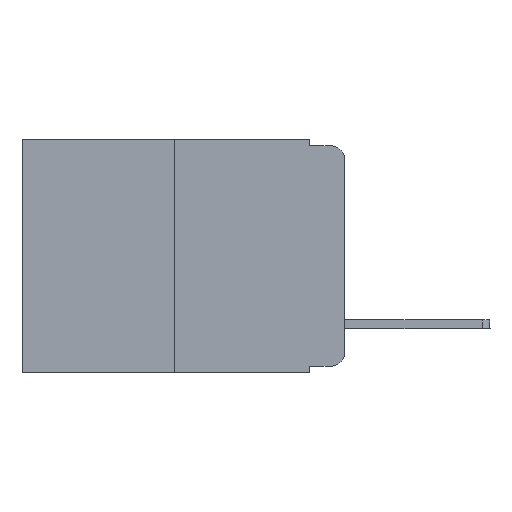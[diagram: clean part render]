
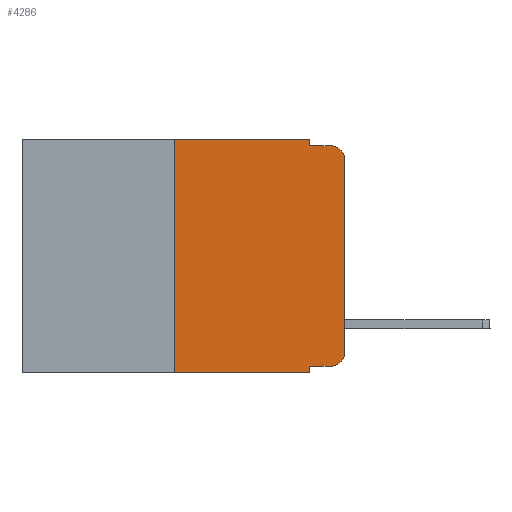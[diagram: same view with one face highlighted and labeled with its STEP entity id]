
A CAD part, left-side view. The second image highlights one B-rep face of the part: STEP entity #4286.
In plain terms, the highlighted planar face has unit normal (-1, 0, 0).
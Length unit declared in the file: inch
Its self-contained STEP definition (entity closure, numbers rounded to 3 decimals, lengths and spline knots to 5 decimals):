
#11 = EDGE_CURVE ( 'NONE', #5518, #11373, #12253, .T. ) ;
#105 = VECTOR ( 'NONE', #11989, 39.37008 ) ;
#178 = CARTESIAN_POINT ( 'NONE',  ( 0., 0., 0. ) ) ;
#213 = EDGE_CURVE ( 'NONE', #8791, #13203, #2040, .T. ) ;
#226 = DIRECTION ( 'NONE',  ( 0., 0., -1. ) ) ;
#322 = VECTOR ( 'NONE', #226, 39.37008 ) ;
#627 = VECTOR ( 'NONE', #7935, 39.37008 ) ;
#681 = ORIENTED_EDGE ( 'NONE', *, *, #3174, .T. ) ;
#853 = PLANE ( 'NONE',  #6478 ) ;
#883 = LINE ( 'NONE', #12828, #7626 ) ;
#1057 = EDGE_CURVE ( 'NONE', #2460, #10114, #6332, .T. ) ;
#1271 = EDGE_CURVE ( 'NONE', #1793, #2460, #883, .T. ) ;
#1418 = ORIENTED_EDGE ( 'NONE', *, *, #11, .T. ) ;
#1669 = ORIENTED_EDGE ( 'NONE', *, *, #5521, .T. ) ;
#1780 = DIRECTION ( 'NONE',  ( 0., 0., -1. ) ) ;
#1793 = VERTEX_POINT ( 'NONE', #2903 ) ;
#1879 = DIRECTION ( 'NONE',  ( 0., 0., -1. ) ) ;
#1884 = ORIENTED_EDGE ( 'NONE', *, *, #213, .F. ) ;
#1905 = CARTESIAN_POINT ( 'NONE',  ( 0., 0.051, 0. ) ) ;
#1978 = FACE_OUTER_BOUND ( 'NONE', #9335, .T. ) ;
#2040 = LINE ( 'NONE', #8846, #105 ) ;
#2460 = VERTEX_POINT ( 'NONE', #3269 ) ;
#2830 = DIRECTION ( 'NONE',  ( 0., -1., 0. ) ) ;
#2903 = CARTESIAN_POINT ( 'NONE',  ( 0., 0.25, -0.343 ) ) ;
#2931 = DIRECTION ( 'NONE',  ( 1., 0., 0. ) ) ;
#2999 = VECTOR ( 'NONE', #1879, 39.37008 ) ;
#3062 = ORIENTED_EDGE ( 'NONE', *, *, #1057, .F. ) ;
#3174 = EDGE_CURVE ( 'NONE', #1793, #13133, #4735, .T. ) ;
#3269 = CARTESIAN_POINT ( 'NONE',  ( 0., 0.25, 0. ) ) ;
#3627 = CARTESIAN_POINT ( 'NONE',  ( 0., 0.02, -0.01 ) ) ;
#3710 = CIRCLE ( 'NONE', #10329, 0.02 ) ;
#4268 = CARTESIAN_POINT ( 'NONE',  ( 0., 0.051, -0.343 ) ) ;
#4286 = ADVANCED_FACE ( 'NONE', ( #1978 ), #853, .F. ) ;
#4390 = ORIENTED_EDGE ( 'NONE', *, *, #1271, .F. ) ;
#4393 = ORIENTED_EDGE ( 'NONE', *, *, #9149, .T. ) ;
#4646 = LINE ( 'NONE', #9758, #322 ) ;
#4735 = LINE ( 'NONE', #7748, #5061 ) ;
#4845 = CARTESIAN_POINT ( 'NONE',  ( 0., 0.051, -0.333 ) ) ;
#5061 = VECTOR ( 'NONE', #2830, 39.37008 ) ;
#5304 = ORIENTED_EDGE ( 'NONE', *, *, #6697, .T. ) ;
#5483 = ORIENTED_EDGE ( 'NONE', *, *, #11720, .F. ) ;
#5518 = VERTEX_POINT ( 'NONE', #11521 ) ;
#5521 = EDGE_CURVE ( 'NONE', #11790, #5518, #3710, .T. ) ;
#5560 = DIRECTION ( 'NONE',  ( -1., 0., 0. ) ) ;
#5683 = CARTESIAN_POINT ( 'NONE',  ( 0., 0.02, -0.313 ) ) ;
#6102 = DIRECTION ( 'NONE',  ( 0., -1., 0. ) ) ;
#6103 = CARTESIAN_POINT ( 'NONE',  ( 0., 0.051, -0.333 ) ) ;
#6134 = DIRECTION ( 'NONE',  ( 0., 0., -1. ) ) ;
#6165 = VERTEX_POINT ( 'NONE', #6103 ) ;
#6183 = CARTESIAN_POINT ( 'NONE',  ( 0., 0.02, -0.333 ) ) ;
#6332 = LINE ( 'NONE', #12180, #11414 ) ;
#6478 = AXIS2_PLACEMENT_3D ( 'NONE', #9000, #2931, #6134 ) ;
#6697 = EDGE_CURVE ( 'NONE', #6165, #11790, #8645, .T. ) ;
#7626 = VECTOR ( 'NONE', #10892, 39.37008 ) ;
#7748 = CARTESIAN_POINT ( 'NONE',  ( 0., 0.473, -0.343 ) ) ;
#7935 = DIRECTION ( 'NONE',  ( 0., -1., 0. ) ) ;
#8645 = LINE ( 'NONE', #4845, #627 ) ;
#8791 = VERTEX_POINT ( 'NONE', #11691 ) ;
#8846 = CARTESIAN_POINT ( 'NONE',  ( 0., 0.051, -0.01 ) ) ;
#9000 = CARTESIAN_POINT ( 'NONE',  ( 0., 0.473, 0. ) ) ;
#9149 = EDGE_CURVE ( 'NONE', #11373, #13203, #10805, .T. ) ;
#9335 = EDGE_LOOP ( 'NONE', ( #1418, #4393, #1884, #9682, #3062, #4390, #681, #5483, #5304, #1669 ) ) ;
#9436 = EDGE_CURVE ( 'NONE', #10114, #8791, #11135, .T. ) ;
#9580 = VECTOR ( 'NONE', #12305, 39.37008 ) ;
#9682 = ORIENTED_EDGE ( 'NONE', *, *, #9436, .F. ) ;
#9731 = AXIS2_PLACEMENT_3D ( 'NONE', #12628, #5560, #10550 ) ;
#9758 = CARTESIAN_POINT ( 'NONE',  ( 0., 0.051, 0. ) ) ;
#9802 = DIRECTION ( 'NONE',  ( -1., 0., 0. ) ) ;
#10114 = VERTEX_POINT ( 'NONE', #1905 ) ;
#10329 = AXIS2_PLACEMENT_3D ( 'NONE', #5683, #9802, #1780 ) ;
#10550 = DIRECTION ( 'NONE',  ( 0., 0., -1. ) ) ;
#10805 = CIRCLE ( 'NONE', #9731, 0.02 ) ;
#10892 = DIRECTION ( 'NONE',  ( 0., 0., 1. ) ) ;
#11135 = LINE ( 'NONE', #12964, #2999 ) ;
#11373 = VERTEX_POINT ( 'NONE', #11405 ) ;
#11405 = CARTESIAN_POINT ( 'NONE',  ( 0., 0., -0.03 ) ) ;
#11414 = VECTOR ( 'NONE', #6102, 39.37008 ) ;
#11521 = CARTESIAN_POINT ( 'NONE',  ( 0., 0., -0.313 ) ) ;
#11691 = CARTESIAN_POINT ( 'NONE',  ( 0., 0.051, -0.01 ) ) ;
#11720 = EDGE_CURVE ( 'NONE', #6165, #13133, #4646, .T. ) ;
#11790 = VERTEX_POINT ( 'NONE', #6183 ) ;
#11989 = DIRECTION ( 'NONE',  ( 0., -1., 0. ) ) ;
#12180 = CARTESIAN_POINT ( 'NONE',  ( 0., 0.473, 0. ) ) ;
#12253 = LINE ( 'NONE', #178, #9580 ) ;
#12305 = DIRECTION ( 'NONE',  ( 0., 0., 1. ) ) ;
#12628 = CARTESIAN_POINT ( 'NONE',  ( 0., 0.02, -0.03 ) ) ;
#12828 = CARTESIAN_POINT ( 'NONE',  ( 0., 0.25, 0. ) ) ;
#12964 = CARTESIAN_POINT ( 'NONE',  ( 0., 0.051, 0. ) ) ;
#13133 = VERTEX_POINT ( 'NONE', #4268 ) ;
#13203 = VERTEX_POINT ( 'NONE', #3627 ) ;
